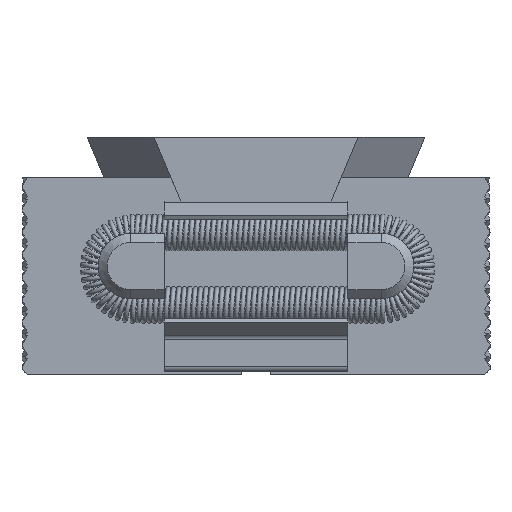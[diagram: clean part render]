
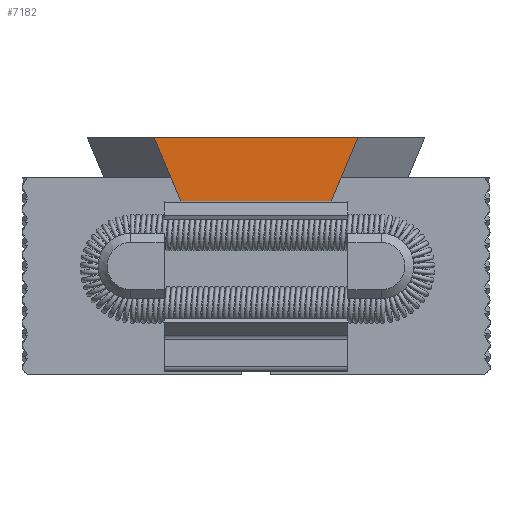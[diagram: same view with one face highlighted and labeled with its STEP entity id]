
A CAD part, front view. The second image highlights one B-rep face of the part: STEP entity #7182.
In plain terms, the highlighted planar face has unit normal (0, -1, 0).
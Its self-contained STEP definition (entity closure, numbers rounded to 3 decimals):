
#6570=CARTESIAN_POINT('',(7.39,0.,16.7));
#6571=VERTEX_POINT('',#6570);
#6578=CARTESIAN_POINT('',(29.91,0.0,16.7));
#6579=VERTEX_POINT('',#6578);
#6580=CARTESIAN_POINT('',(29.91,0.0,16.7));
#6581=DIRECTION('',(-1.0,0.0,0.0));
#6582=VECTOR('',#6581,22.52);
#6583=LINE('',#6580,#6582);
#6584=EDGE_CURVE('',#6579,#6571,#6583,.T.);
#6998=CARTESIAN_POINT('',(22.891,0.0,0.0));
#6999=VERTEX_POINT('',#6998);
#7006=CARTESIAN_POINT('',(14.409,0.0,0.0));
#7007=VERTEX_POINT('',#7006);
#7008=CARTESIAN_POINT('',(14.409,0.0,0.0));
#7009=DIRECTION('',(1.0,0.0,0.0));
#7010=VECTOR('',#7009,8.483);
#7011=LINE('',#7008,#7010);
#7012=EDGE_CURVE('',#7007,#6999,#7011,.T.);
#7075=CARTESIAN_POINT('',(29.91,0.0,16.7));
#7076=DIRECTION('',(-0.387,0.0,-0.922));
#7077=VECTOR('',#7076,18.115);
#7078=LINE('',#7075,#7077);
#7079=EDGE_CURVE('',#6579,#6999,#7078,.T.);
#7099=CARTESIAN_POINT('',(14.409,0.0,0.));
#7100=DIRECTION('',(-0.387,0.0,0.922));
#7101=VECTOR('',#7100,18.115);
#7102=LINE('',#7099,#7101);
#7103=EDGE_CURVE('',#7007,#6571,#7102,.T.);
#7171=CARTESIAN_POINT('',(37.3,0.0,0.0));
#7172=DIRECTION('',(0.0,-1.0,0.0));
#7173=DIRECTION('',(0.0,0.0,-1.0));
#7174=AXIS2_PLACEMENT_3D('',#7171,#7172,#7173);
#7175=PLANE('',#7174);
#7176=ORIENTED_EDGE('',*,*,#7079,.F.);
#7177=ORIENTED_EDGE('',*,*,#6584,.T.);
#7178=ORIENTED_EDGE('',*,*,#7103,.F.);
#7179=ORIENTED_EDGE('',*,*,#7012,.T.);
#7180=EDGE_LOOP('',(#7176,#7177,#7178,#7179));
#7181=FACE_OUTER_BOUND('',#7180,.T.);
#7182=ADVANCED_FACE('',(#7181),#7175,.T.);
